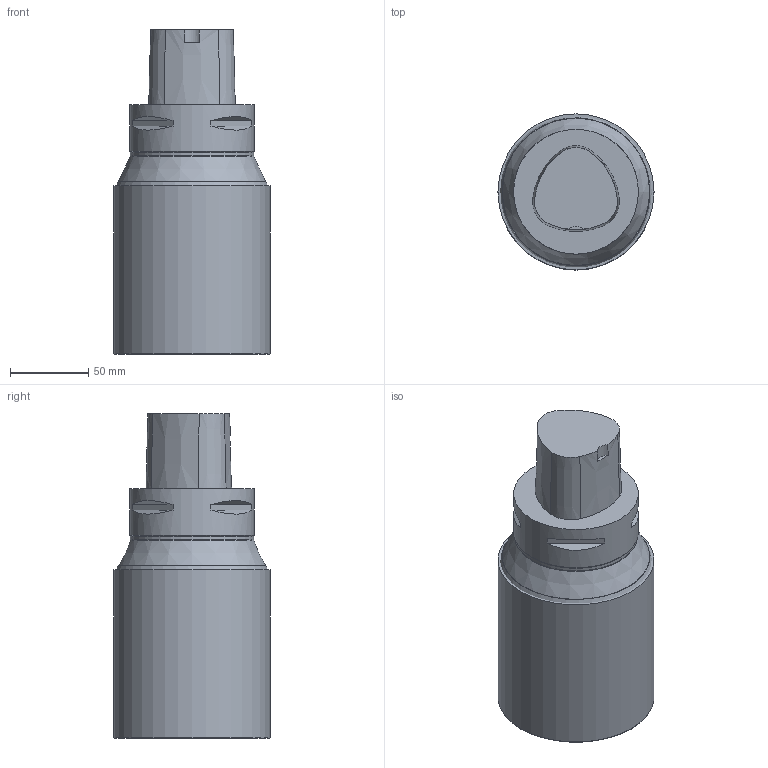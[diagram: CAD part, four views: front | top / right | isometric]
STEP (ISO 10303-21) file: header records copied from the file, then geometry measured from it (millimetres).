
FILE_DESCRIPTION(/* description */ ('3-D model version:1'),/* implementation_level */ '2;1');
FILE_NAME(/* name */ '690-100C8-14108M',/* time_stamp */ '2011-11-09T14:36:07+01:00',/* author */ ('CappDp'),/* organization */ ('AB Sandvik Coromant'),/* preprocessor_version */ 'ST-DEVELOPER v11',/* originating_system */ 'SIEMENS UGS NX 6.0',/* authorisation */ '');
FILE_SCHEMA (('AP203_CONFIGURATION_CONTROLLED_3D_DESIGN_OF_MECHANICAL_PARTS_AND_ASSEMBLIES_MIM_LF'));
Length unit declared in the file: millimetre
Products named in the file (1): 5187_1_3D
Bounding box: 100 x 100 x 208 mm (x, y, z)
Volume: 1588822.2 mm3; surface area: 133743.6 mm2
Topology: 2 solids, 2 shells, 57 faces, 133 edges, 86 vertices
Faces by surface type: cone 27, plane 19, torus 6, cylinder 5
Full cylindrical faces by diameter (mm): 72 x1, 79 x1, 80 x1, 100 x1
Entity records: 1424 total; most frequent: DIRECTION 256, CARTESIAN_POINT 214, ORIENTED_EDGE 166, AXIS2_PLACEMENT_3D 117, EDGE_LOOP 96, EDGE_CURVE 83, FACE_BOUND 74, VERTEX_POINT 67
